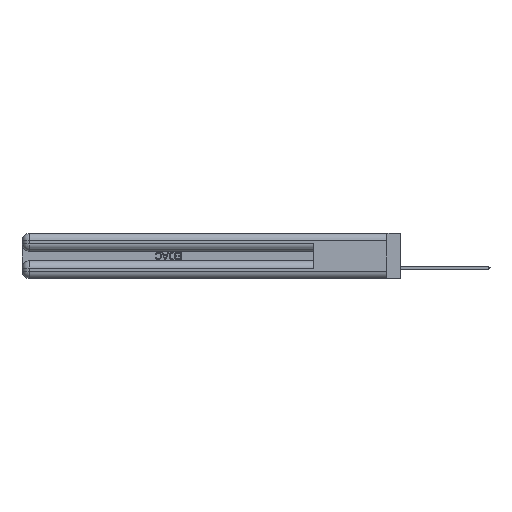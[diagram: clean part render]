
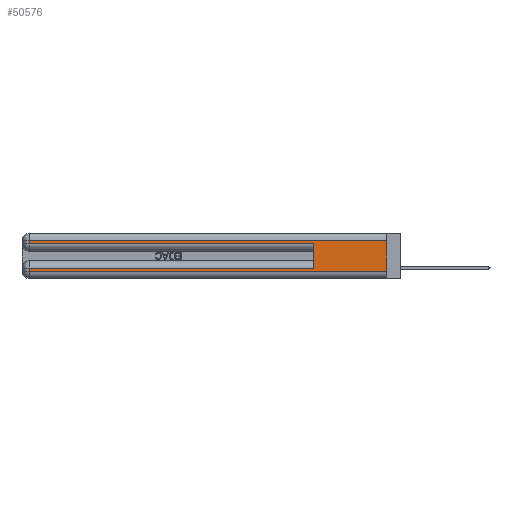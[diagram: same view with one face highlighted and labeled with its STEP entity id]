
A CAD part, left-side view. The second image highlights one B-rep face of the part: STEP entity #50576.
In plain terms, the highlighted planar face has unit normal (-1, 0, 0).
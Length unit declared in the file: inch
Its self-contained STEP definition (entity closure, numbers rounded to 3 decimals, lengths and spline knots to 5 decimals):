
#3387 = ORIENTED_EDGE ( 'NONE', *, *, #7866, .F. ) ;
#3849 = VECTOR ( 'NONE', #42889, 39.37008 ) ;
#4388 = CARTESIAN_POINT ( 'NONE',  ( 0., 0., 0.37 ) ) ;
#5623 = DIRECTION ( 'NONE',  ( 0., 1., 0. ) ) ;
#5646 = VERTEX_POINT ( 'NONE', #40010 ) ;
#6529 = DIRECTION ( 'NONE',  ( 0., 1., 0. ) ) ;
#6859 = CARTESIAN_POINT ( 'NONE',  ( 0., 0., 0.37 ) ) ;
#7866 = EDGE_CURVE ( 'NONE', #43345, #5646, #32577, .T. ) ;
#8203 = VERTEX_POINT ( 'NONE', #27050 ) ;
#8263 = ORIENTED_EDGE ( 'NONE', *, *, #24129, .T. ) ;
#8996 = CARTESIAN_POINT ( 'NONE',  ( 0., 0., 0.085 ) ) ;
#11003 = CARTESIAN_POINT ( 'NONE',  ( 0., 0., 0.285 ) ) ;
#11348 = EDGE_CURVE ( 'NONE', #14333, #23661, #15625, .T. ) ;
#11969 = EDGE_CURVE ( 'NONE', #21267, #46525, #44366, .T. ) ;
#12448 = VECTOR ( 'NONE', #19061, 39.37008 ) ;
#12484 = EDGE_CURVE ( 'NONE', #8203, #5646, #14155, .T. ) ;
#14155 = LINE ( 'NONE', #29799, #49946 ) ;
#14260 = VECTOR ( 'NONE', #31915, 39.37008 ) ;
#14333 = VERTEX_POINT ( 'NONE', #50656 ) ;
#15625 = LINE ( 'NONE', #11003, #14260 ) ;
#16528 = CARTESIAN_POINT ( 'NONE',  ( 0., 2.94, 0.31 ) ) ;
#16692 = CARTESIAN_POINT ( 'NONE',  ( 0., 0.6, 0.285 ) ) ;
#16907 = LINE ( 'NONE', #46931, #18895 ) ;
#18842 = LINE ( 'NONE', #23718, #12448 ) ;
#18895 = VECTOR ( 'NONE', #6529, 39.37008 ) ;
#19061 = DIRECTION ( 'NONE',  ( 0., 0., -1. ) ) ;
#19862 = ORIENTED_EDGE ( 'NONE', *, *, #11348, .T. ) ;
#20847 = VERTEX_POINT ( 'NONE', #16528 ) ;
#21262 = EDGE_CURVE ( 'NONE', #46525, #8203, #35821, .T. ) ;
#21267 = VERTEX_POINT ( 'NONE', #31448 ) ;
#22108 = LINE ( 'NONE', #45775, #23589 ) ;
#23589 = VECTOR ( 'NONE', #34003, 39.37008 ) ;
#23661 = VERTEX_POINT ( 'NONE', #16692 ) ;
#23718 = CARTESIAN_POINT ( 'NONE',  ( 0., 2.94, 0.37 ) ) ;
#23792 = EDGE_CURVE ( 'NONE', #43345, #20847, #16907, .T. ) ;
#24129 = EDGE_CURVE ( 'NONE', #20847, #14333, #18842, .T. ) ;
#26280 = EDGE_LOOP ( 'NONE', ( #3387, #29590, #8263, #19862, #35178, #30329, #39819, #37811 ) ) ;
#27050 = CARTESIAN_POINT ( 'NONE',  ( 0., 2.94, 0.06 ) ) ;
#27194 = FACE_OUTER_BOUND ( 'NONE', #26280, .T. ) ;
#28350 = EDGE_CURVE ( 'NONE', #21267, #23661, #22108, .T. ) ;
#28874 = PLANE ( 'NONE',  #42558 ) ;
#29315 = VECTOR ( 'NONE', #43927, 39.37008 ) ;
#29590 = ORIENTED_EDGE ( 'NONE', *, *, #23792, .T. ) ;
#29799 = CARTESIAN_POINT ( 'NONE',  ( 0., 0., 0.06 ) ) ;
#30329 = ORIENTED_EDGE ( 'NONE', *, *, #11969, .T. ) ;
#31448 = CARTESIAN_POINT ( 'NONE',  ( 0., 0.6, 0.085 ) ) ;
#31915 = DIRECTION ( 'NONE',  ( 0., -1., 0. ) ) ;
#32272 = CARTESIAN_POINT ( 'NONE',  ( 0., 0., 0.31 ) ) ;
#32577 = LINE ( 'NONE', #6859, #29315 ) ;
#33384 = VECTOR ( 'NONE', #5623, 39.37008 ) ;
#34003 = DIRECTION ( 'NONE',  ( 0., 0., 1. ) ) ;
#34097 = DIRECTION ( 'NONE',  ( 0., -1., 0. ) ) ;
#35178 = ORIENTED_EDGE ( 'NONE', *, *, #28350, .F. ) ;
#35821 = LINE ( 'NONE', #41000, #3849 ) ;
#36302 = CARTESIAN_POINT ( 'NONE',  ( 0., 2.94, 0.085 ) ) ;
#37811 = ORIENTED_EDGE ( 'NONE', *, *, #12484, .T. ) ;
#39819 = ORIENTED_EDGE ( 'NONE', *, *, #21262, .T. ) ;
#40010 = CARTESIAN_POINT ( 'NONE',  ( 0., 0., 0.06 ) ) ;
#41000 = CARTESIAN_POINT ( 'NONE',  ( 0., 2.94, 0.37 ) ) ;
#42558 = AXIS2_PLACEMENT_3D ( 'NONE', #4388, #45438, #49436 ) ;
#42889 = DIRECTION ( 'NONE',  ( 0., 0., -1. ) ) ;
#43345 = VERTEX_POINT ( 'NONE', #32272 ) ;
#43927 = DIRECTION ( 'NONE',  ( 0., 0., -1. ) ) ;
#44366 = LINE ( 'NONE', #8996, #33384 ) ;
#45438 = DIRECTION ( 'NONE',  ( 1., 0., 0. ) ) ;
#45775 = CARTESIAN_POINT ( 'NONE',  ( 0., 0.6, 0.145 ) ) ;
#46525 = VERTEX_POINT ( 'NONE', #36302 ) ;
#46931 = CARTESIAN_POINT ( 'NONE',  ( 0., 0., 0.31 ) ) ;
#49436 = DIRECTION ( 'NONE',  ( 0., 0., -1. ) ) ;
#49946 = VECTOR ( 'NONE', #34097, 39.37008 ) ;
#50576 = ADVANCED_FACE ( 'NONE', ( #27194 ), #28874, .F. ) ;
#50656 = CARTESIAN_POINT ( 'NONE',  ( 0., 2.94, 0.285 ) ) ;
